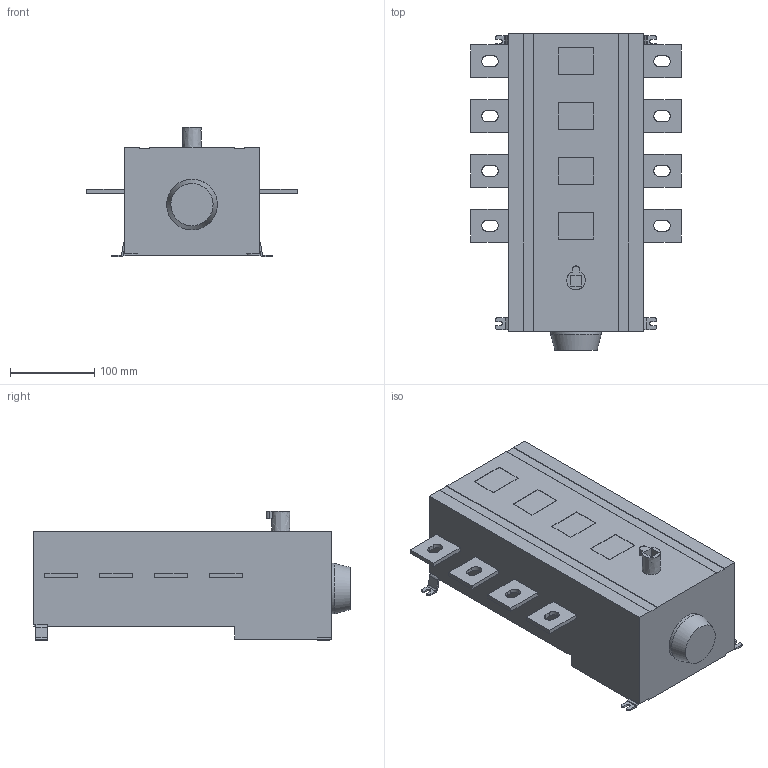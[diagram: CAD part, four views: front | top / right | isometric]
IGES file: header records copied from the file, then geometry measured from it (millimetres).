
Global section: file name: OT800ES40.igs; preprocessor: I-DEAS 3D IGES Translator 11; date: 20080611.152912; units: millimetre
Bounding box: 250 x 375 x 153.9 mm (x, y, z)
Volume: 6736764.7 mm3; surface area: 277842.8 mm2
Topology: 1 solids, 1 shells, 286 faces, 778 edges, 517 vertices
Faces by surface type: bspline 286
